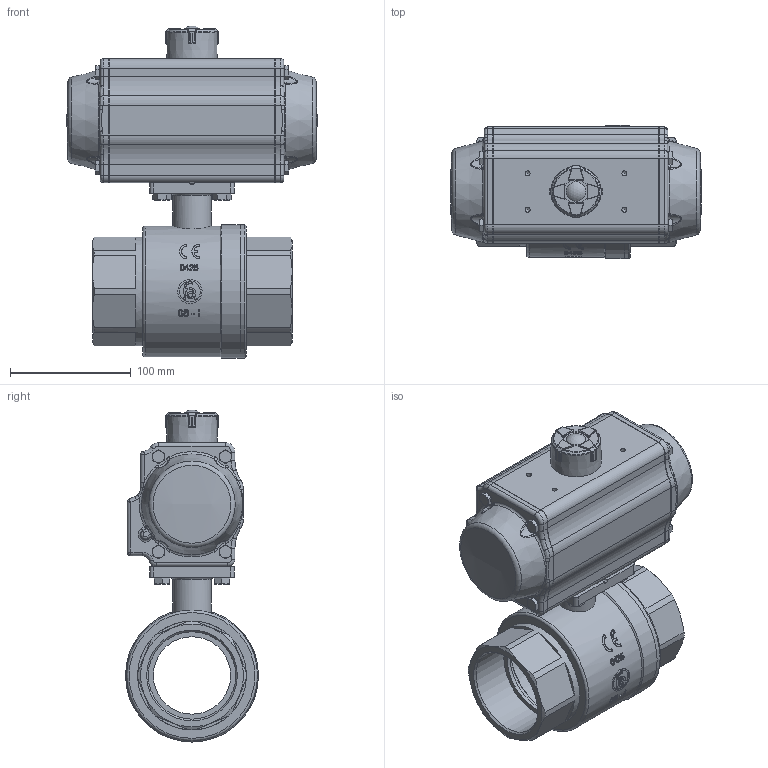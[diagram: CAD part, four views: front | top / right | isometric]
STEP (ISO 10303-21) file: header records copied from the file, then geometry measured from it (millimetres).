
FILE_DESCRIPTION(/* description */ ('Unknown'),/* implementation_level */ '2;1');
FILE_NAME(/* name */ 'FR03 0767-10',/* time_stamp */ '2022-10-17T12:36:29+02:00',/* author */ ('Unknown'),/* organization */ ('Unknown'),/* preprocessor_version */ 'ST-DEVELOPER v16.7',/* originating_system */ 'Solid Edge',/* authorisation */ 'Unknown');
FILE_SCHEMA (('AUTOMOTIVE_DESIGN {1 0 10303 214 3 1 1}'));
Length unit declared in the file: millimetre
Products named in the file (14): DW04_FR030767-10; 2.110.065_(767-10); LA0160#14065; AT0042#52; LA0161#065; DIN 933 M8x20 A2-70 BLK_EDST; DW04_FR03_(DW70_FR52); ____; ________(___________; _____________; ______; hex head bolts-full thread grade c gb_GB_FASTENER_BOLT_HHBFTC M6X20-N; cup head nib bolts with large head gb_GB_FASTENER_BOLT_CHNBW M6X25-N; KP-75
Assembly tree (25 placements, depth 4):
  DW04_FR030767-10
    2.110.065_(767-10)
      LA0160#14065
      AT0042#52
      LA0161#065
    DIN 933 M8x20 A2-70 BLK_EDST  x4
    DW04_FR03_(DW70_FR52)
      ____
        ________(___________  x2
        _____________  x2
        ______
      hex head bolts-full thread grade c gb_GB_FASTENER_BOLT_HHBFTC M6X20-N  x8
      cup head nib bolts with large head gb_GB_FASTENER_BOLT_CHNBW M6X25-N
      KP-75
Bounding box: 206.95 x 110 x 274.4 mm (x, y, z)
Volume: 1976516.9 mm3; surface area: 261295.4 mm2
Topology: 22 solids, 22 shells, 1375 faces, 3227 edges, 1971 vertices
Faces by surface type: plane 520, cylinder 387, cone 172, bspline 171, torus 108, sphere 17
Full cylindrical faces by diameter (mm): 3 x18, 3.3 x8, 3.341 x1, 4.2 x8, 4.66 x1, 5 x13, 6 x9, 6.2 x1, 6.8 x4, 8 x4, 8.5 x4, 8.8 x2, 13 x4, 15.5 x2, 17.345 x1, 19.98 x3, 20 x2, 20.5 x1, 21.8 x1, 24 x1, 24.6 x1, 25 x1, 30 x1, 32 x3, 38.5 x1, 64 x2, 72.226 x2, 73.2 x2, 78.9 x2, 90 x1
Entity records: 40219 total; most frequent: CARTESIAN_POINT 15008, DIRECTION 4665, ORIENTED_EDGE 4456, EDGE_CURVE 2228, AXIS2_PLACEMENT_3D 1896, VERTEX_POINT 1492, FACE_BOUND 1340, EDGE_LOOP 1313
